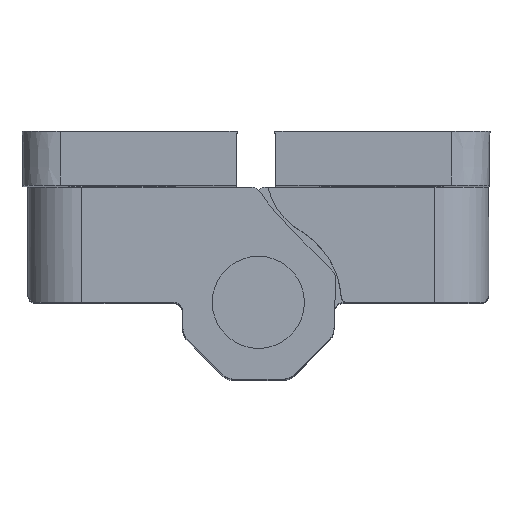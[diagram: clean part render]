
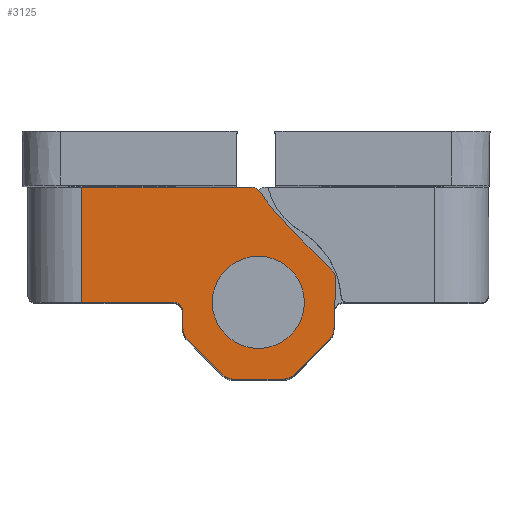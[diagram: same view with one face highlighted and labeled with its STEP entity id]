
A CAD part, top view. The second image highlights one B-rep face of the part: STEP entity #3125.
In plain terms, the highlighted planar face has unit normal (0, 0, 1).
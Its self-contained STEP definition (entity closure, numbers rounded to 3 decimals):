
#113=FACE_BOUND('',#413,.T.);
#145=PLANE('',#3360);
#236=FACE_OUTER_BOUND('',#412,.T.);
#412=EDGE_LOOP('',(#2024,#2025,#2026,#2027,#2028,#2029,#2030,#2031,#2032,
#2033,#2034,#2035,#2036,#2037,#2038,#2039,#2040));
#413=EDGE_LOOP('',(#2041));
#630=CIRCLE('',#3361,1.25);
#631=CIRCLE('',#3362,2.);
#632=CIRCLE('',#3363,2.);
#633=CIRCLE('',#3364,2.);
#634=CIRCLE('',#3365,2.);
#635=CIRCLE('',#3366,2.);
#636=CIRCLE('',#3367,29.764);
#637=CIRCLE('',#3368,1.3);
#638=CIRCLE('',#3369,6.);
#791=LINE('',#4738,#1039);
#792=LINE('',#4742,#1040);
#793=LINE('',#4744,#1041);
#794=LINE('',#4748,#1042);
#795=LINE('',#4752,#1043);
#796=LINE('',#4756,#1044);
#797=LINE('',#4760,#1045);
#798=LINE('',#4764,#1046);
#799=LINE('',#4768,#1047);
#1039=VECTOR('',#3736,1000.);
#1040=VECTOR('',#3741,1000.);
#1041=VECTOR('',#3742,1000.);
#1042=VECTOR('',#3745,1000.);
#1043=VECTOR('',#3748,1000.);
#1044=VECTOR('',#3751,1000.);
#1045=VECTOR('',#3754,1000.);
#1046=VECTOR('',#3757,1000.);
#1047=VECTOR('',#3760,1000.);
#1296=VERTEX_POINT('',#4735);
#1297=VERTEX_POINT('',#4737);
#1298=VERTEX_POINT('',#4741);
#1299=VERTEX_POINT('',#4743);
#1300=VERTEX_POINT('',#4745);
#1301=VERTEX_POINT('',#4747);
#1302=VERTEX_POINT('',#4749);
#1303=VERTEX_POINT('',#4751);
#1304=VERTEX_POINT('',#4753);
#1305=VERTEX_POINT('',#4755);
#1306=VERTEX_POINT('',#4757);
#1307=VERTEX_POINT('',#4759);
#1308=VERTEX_POINT('',#4761);
#1309=VERTEX_POINT('',#4763);
#1310=VERTEX_POINT('',#4765);
#1311=VERTEX_POINT('',#4767);
#1312=VERTEX_POINT('',#4769);
#1313=VERTEX_POINT('',#4772);
#1583=EDGE_CURVE('',#1297,#1296,#791,.F.);
#1585=EDGE_CURVE('',#1298,#1297,#792,.T.);
#1586=EDGE_CURVE('',#1296,#1299,#793,.T.);
#1587=EDGE_CURVE('',#1300,#1299,#630,.T.);
#1588=EDGE_CURVE('',#1300,#1301,#794,.T.);
#1589=EDGE_CURVE('',#1301,#1302,#631,.T.);
#1590=EDGE_CURVE('',#1302,#1303,#795,.T.);
#1591=EDGE_CURVE('',#1303,#1304,#632,.T.);
#1592=EDGE_CURVE('',#1304,#1305,#796,.T.);
#1593=EDGE_CURVE('',#1305,#1306,#633,.T.);
#1594=EDGE_CURVE('',#1306,#1307,#797,.T.);
#1595=EDGE_CURVE('',#1307,#1308,#634,.T.);
#1596=EDGE_CURVE('',#1308,#1309,#798,.T.);
#1597=EDGE_CURVE('',#1309,#1310,#635,.T.);
#1598=EDGE_CURVE('',#1310,#1311,#799,.T.);
#1599=EDGE_CURVE('',#1312,#1311,#636,.T.);
#1600=EDGE_CURVE('',#1312,#1298,#637,.T.);
#1601=EDGE_CURVE('',#1313,#1313,#638,.F.);
#2024=ORIENTED_EDGE('',*,*,#1585,.T.);
#2025=ORIENTED_EDGE('',*,*,#1583,.T.);
#2026=ORIENTED_EDGE('',*,*,#1586,.T.);
#2027=ORIENTED_EDGE('',*,*,#1587,.F.);
#2028=ORIENTED_EDGE('',*,*,#1588,.T.);
#2029=ORIENTED_EDGE('',*,*,#1589,.T.);
#2030=ORIENTED_EDGE('',*,*,#1590,.T.);
#2031=ORIENTED_EDGE('',*,*,#1591,.T.);
#2032=ORIENTED_EDGE('',*,*,#1592,.T.);
#2033=ORIENTED_EDGE('',*,*,#1593,.T.);
#2034=ORIENTED_EDGE('',*,*,#1594,.T.);
#2035=ORIENTED_EDGE('',*,*,#1595,.T.);
#2036=ORIENTED_EDGE('',*,*,#1596,.T.);
#2037=ORIENTED_EDGE('',*,*,#1597,.T.);
#2038=ORIENTED_EDGE('',*,*,#1598,.T.);
#2039=ORIENTED_EDGE('',*,*,#1599,.F.);
#2040=ORIENTED_EDGE('',*,*,#1600,.T.);
#2041=ORIENTED_EDGE('',*,*,#1601,.T.);
#3125=ADVANCED_FACE('',(#236,#113),#145,.T.);
#3360=AXIS2_PLACEMENT_3D('',#4740,#3739,#3740);
#3361=AXIS2_PLACEMENT_3D('',#4746,#3743,#3744);
#3362=AXIS2_PLACEMENT_3D('',#4750,#3746,#3747);
#3363=AXIS2_PLACEMENT_3D('',#4754,#3749,#3750);
#3364=AXIS2_PLACEMENT_3D('',#4758,#3752,#3753);
#3365=AXIS2_PLACEMENT_3D('',#4762,#3755,#3756);
#3366=AXIS2_PLACEMENT_3D('',#4766,#3758,#3759);
#3367=AXIS2_PLACEMENT_3D('',#4770,#3761,#3762);
#3368=AXIS2_PLACEMENT_3D('',#4771,#3763,#3764);
#3369=AXIS2_PLACEMENT_3D('',#4773,#3765,#3766);
#3736=DIRECTION('',(0.,-1.,0.));
#3739=DIRECTION('center_axis',(0.,0.,1.));
#3740=DIRECTION('ref_axis',(1.,0.,0.));
#3741=DIRECTION('',(1.,0.,0.));
#3742=DIRECTION('',(-1.,0.,0.));
#3743=DIRECTION('center_axis',(0.,0.,1.));
#3744=DIRECTION('ref_axis',(1.,0.,0.));
#3745=DIRECTION('',(0.,1.,0.));
#3746=DIRECTION('center_axis',(0.,0.,1.));
#3747=DIRECTION('ref_axis',(1.,0.,0.));
#3748=DIRECTION('',(-0.707,0.707,0.));
#3749=DIRECTION('center_axis',(0.,0.,1.));
#3750=DIRECTION('ref_axis',(1.,0.,0.));
#3751=DIRECTION('',(-1.,0.,0.));
#3752=DIRECTION('center_axis',(0.,0.,1.));
#3753=DIRECTION('ref_axis',(1.,0.,0.));
#3754=DIRECTION('',(-0.707,-0.707,0.));
#3755=DIRECTION('center_axis',(0.,0.,1.));
#3756=DIRECTION('ref_axis',(1.,0.,0.));
#3757=DIRECTION('',(-0.035,-0.999,0.));
#3758=DIRECTION('center_axis',(0.,0.,1.));
#3759=DIRECTION('ref_axis',(1.,0.,0.));
#3760=DIRECTION('',(0.707,-0.707,0.));
#3761=DIRECTION('center_axis',(0.,0.,1.));
#3762=DIRECTION('ref_axis',(1.,0.,0.));
#3763=DIRECTION('center_axis',(0.,0.,1.));
#3764=DIRECTION('ref_axis',(1.,0.,0.));
#3765=DIRECTION('center_axis',(0.,0.,1.));
#3766=DIRECTION('ref_axis',(1.,0.,0.));
#4735=CARTESIAN_POINT('',(23.,15.,55.));
#4737=CARTESIAN_POINT('',(23.,0.,55.));
#4738=CARTESIAN_POINT('',(23.,55.,55.));
#4740=CARTESIAN_POINT('Origin',(-8.068,12.099,55.));
#4741=CARTESIAN_POINT('',(0.894,0.,55.));
#4742=CARTESIAN_POINT('',(0.894,0.,55.));
#4743=CARTESIAN_POINT('',(11.07,15.,55.));
#4744=CARTESIAN_POINT('',(29.,15.,55.));
#4745=CARTESIAN_POINT('',(9.82,16.25,55.));
#4746=CARTESIAN_POINT('Origin',(11.07,16.25,55.));
#4747=CARTESIAN_POINT('',(9.82,18.422,55.));
#4748=CARTESIAN_POINT('',(9.82,16.25,55.));
#4749=CARTESIAN_POINT('',(9.234,19.836,55.));
#4750=CARTESIAN_POINT('Origin',(7.82,18.422,55.));
#4751=CARTESIAN_POINT('',(4.656,24.414,55.));
#4752=CARTESIAN_POINT('',(9.234,19.836,55.));
#4753=CARTESIAN_POINT('',(3.242,25.,55.));
#4754=CARTESIAN_POINT('Origin',(3.242,23.,55.));
#4755=CARTESIAN_POINT('',(-3.242,25.,55.));
#4756=CARTESIAN_POINT('',(3.242,25.,55.));
#4757=CARTESIAN_POINT('',(-4.656,24.414,55.));
#4758=CARTESIAN_POINT('Origin',(-3.242,23.,55.));
#4759=CARTESIAN_POINT('',(-9.263,19.807,55.));
#4760=CARTESIAN_POINT('',(-4.656,24.414,55.));
#4761=CARTESIAN_POINT('',(-9.847,18.463,55.));
#4762=CARTESIAN_POINT('Origin',(-7.849,18.393,55.));
#4763=CARTESIAN_POINT('',(-10.067,12.169,55.));
#4764=CARTESIAN_POINT('',(-9.847,18.463,55.));
#4765=CARTESIAN_POINT('',(-9.483,10.685,55.));
#4766=CARTESIAN_POINT('Origin',(-8.068,12.099,55.));
#4767=CARTESIAN_POINT('',(-3.97,5.172,55.));
#4768=CARTESIAN_POINT('',(-9.483,10.685,55.));
#4769=CARTESIAN_POINT('',(-0.187,0.578,55.));
#4770=CARTESIAN_POINT('Origin',(-24.94,-15.95,55.));
#4771=CARTESIAN_POINT('Origin',(0.894,1.3,55.));
#4772=CARTESIAN_POINT('',(6.,15.,55.));
#4773=CARTESIAN_POINT('Origin',(0.,15.,55.));
